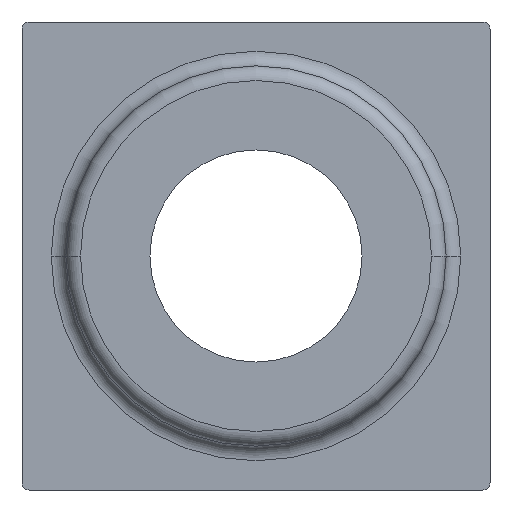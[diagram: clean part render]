
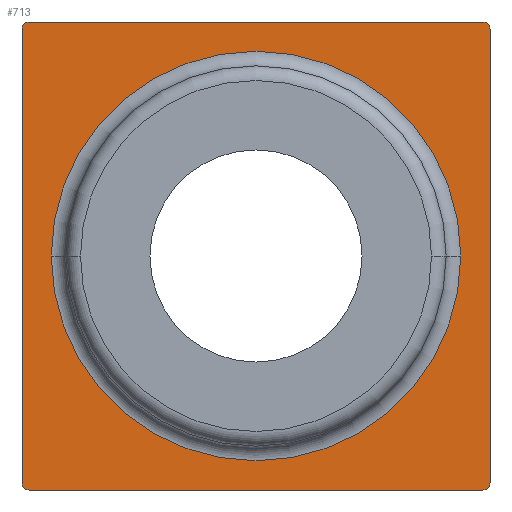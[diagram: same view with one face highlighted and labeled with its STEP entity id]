
A CAD part, left-side view. The second image highlights one B-rep face of the part: STEP entity #713.
In plain terms, the highlighted planar face has unit normal (-1, 0, 0).
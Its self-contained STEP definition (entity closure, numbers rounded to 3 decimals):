
#207 = CARTESIAN_POINT ( 'NONE',  ( -29.5, -15.5, 0. ) ) ;
#208 = CARTESIAN_POINT ( 'NONE',  ( -29.5, 15.5, 0. ) ) ;
#214 = CARTESIAN_POINT ( 'NONE',  ( -29.5, 16., 0. ) ) ;
#215 = LINE ( 'NONE', #214, #223 ) ;
#222 = DIRECTION ( 'NONE',  ( 0., -1., 0. ) ) ;
#223 = VECTOR ( 'NONE', #222, 1000. ) ;
#226 = DIRECTION ( 'NONE',  ( 0., 1., 0. ) ) ;
#229 = CIRCLE ( 'NONE', #236, 0.5 ) ;
#232 = DIRECTION ( 'NONE',  ( 0., 0., -1. ) ) ;
#233 = VECTOR ( 'NONE', #232, 1000. ) ;
#234 = CARTESIAN_POINT ( 'NONE',  ( -29.5, 16., 8. ) ) ;
#235 = LINE ( 'NONE', #234, #233 ) ;
#236 = AXIS2_PLACEMENT_3D ( 'NONE', #238, #239, #226 ) ;
#238 = CARTESIAN_POINT ( 'NONE',  ( -29.5, -15.5, 0.5 ) ) ;
#239 = DIRECTION ( 'NONE',  ( -1., 0., 0. ) ) ;
#240 = CARTESIAN_POINT ( 'NONE',  ( -29.5, -16., 0.5 ) ) ;
#245 = CARTESIAN_POINT ( 'NONE',  ( -29.5, 16., 31.5 ) ) ;
#246 = CARTESIAN_POINT ( 'NONE',  ( -29.5, 16., 0.5 ) ) ;
#253 = CARTESIAN_POINT ( 'NONE',  ( -29.5, 0., 16. ) ) ;
#260 = CARTESIAN_POINT ( 'NONE',  ( -29.5, 14., 16. ) ) ;
#261 = DIRECTION ( 'NONE',  ( 0., 1., 0. ) ) ;
#262 = DIRECTION ( 'NONE',  ( 1., 0., 0. ) ) ;
#263 = AXIS2_PLACEMENT_3D ( 'NONE', #253, #262, #261 ) ;
#264 = CIRCLE ( 'NONE', #263, 14. ) ;
#265 = CARTESIAN_POINT ( 'NONE',  ( -29.5, -14., 16. ) ) ;
#312 = PLANE ( 'NONE',  #375 ) ;
#313 = CARTESIAN_POINT ( 'NONE',  ( -29.5, 16., 8. ) ) ;
#314 = FACE_OUTER_BOUND ( 'NONE', #724, .T. ) ;
#315 = FACE_BOUND ( 'NONE', #725, .T. ) ;
#347 = DIRECTION ( 'NONE',  ( 0., 1., 0. ) ) ;
#348 = DIRECTION ( 'NONE',  ( -1., 0., 0. ) ) ;
#349 = CARTESIAN_POINT ( 'NONE',  ( -29.5, 15.5, 31.5 ) ) ;
#350 = AXIS2_PLACEMENT_3D ( 'NONE', #349, #348, #347 ) ;
#351 = CIRCLE ( 'NONE', #350, 0.5 ) ;
#352 = CARTESIAN_POINT ( 'NONE',  ( -29.5, 15.5, 32. ) ) ;
#353 = DIRECTION ( 'NONE',  ( 0., -1., 0. ) ) ;
#354 = VECTOR ( 'NONE', #353, 1000. ) ;
#355 = CARTESIAN_POINT ( 'NONE',  ( -29.5, 16., 32. ) ) ;
#356 = LINE ( 'NONE', #355, #354 ) ;
#357 = DIRECTION ( 'NONE',  ( 0., 1., 0. ) ) ;
#358 = DIRECTION ( 'NONE',  ( 1., 0., 0. ) ) ;
#359 = CARTESIAN_POINT ( 'NONE',  ( -29.5, 0., 16. ) ) ;
#360 = AXIS2_PLACEMENT_3D ( 'NONE', #359, #358, #357 ) ;
#361 = CIRCLE ( 'NONE', #360, 14. ) ;
#362 = CARTESIAN_POINT ( 'NONE',  ( -29.5, -15.5, 32. ) ) ;
#363 = DIRECTION ( 'NONE',  ( 0., 1., 0. ) ) ;
#364 = DIRECTION ( 'NONE',  ( -1., 0., 0. ) ) ;
#365 = CARTESIAN_POINT ( 'NONE',  ( -29.5, -15.5, 31.5 ) ) ;
#366 = AXIS2_PLACEMENT_3D ( 'NONE', #365, #364, #363 ) ;
#367 = CIRCLE ( 'NONE', #366, 0.5 ) ;
#368 = CARTESIAN_POINT ( 'NONE',  ( -29.5, -16., 31.5 ) ) ;
#369 = DIRECTION ( 'NONE',  ( 0., 0., -1. ) ) ;
#370 = VECTOR ( 'NONE', #369, 1000. ) ;
#371 = CARTESIAN_POINT ( 'NONE',  ( -29.5, -16., 8. ) ) ;
#372 = LINE ( 'NONE', #371, #370 ) ;
#373 = DIRECTION ( 'NONE',  ( 0., 1., 0. ) ) ;
#374 = DIRECTION ( 'NONE',  ( 1., 0., 0. ) ) ;
#375 = AXIS2_PLACEMENT_3D ( 'NONE', #313, #374, #373 ) ;
#403 = DIRECTION ( 'NONE',  ( 0., 1., 0. ) ) ;
#404 = DIRECTION ( 'NONE',  ( -1., 0., 0. ) ) ;
#405 = CARTESIAN_POINT ( 'NONE',  ( -29.5, 15.5, 0.5 ) ) ;
#406 = AXIS2_PLACEMENT_3D ( 'NONE', #405, #404, #403 ) ;
#407 = CIRCLE ( 'NONE', #406, 0.5 ) ;
#644 = ORIENTED_EDGE ( 'NONE', *, *, #645, .T. ) ;
#645 = EDGE_CURVE ( 'NONE', #646, #647, #215, .T. ) ;
#646 = VERTEX_POINT ( 'NONE', #208 ) ;
#647 = VERTEX_POINT ( 'NONE', #207 ) ;
#648 = ORIENTED_EDGE ( 'NONE', *, *, #649, .T. ) ;
#649 = EDGE_CURVE ( 'NONE', #647, #650, #229, .T. ) ;
#650 = VERTEX_POINT ( 'NONE', #240 ) ;
#654 = VERTEX_POINT ( 'NONE', #245 ) ;
#655 = ORIENTED_EDGE ( 'NONE', *, *, #656, .T. ) ;
#656 = EDGE_CURVE ( 'NONE', #654, #657, #235, .T. ) ;
#657 = VERTEX_POINT ( 'NONE', #246 ) ;
#667 = EDGE_CURVE ( 'NONE', #668, #669, #264, .T. ) ;
#668 = VERTEX_POINT ( 'NONE', #265 ) ;
#669 = VERTEX_POINT ( 'NONE', #260 ) ;
#713 = ADVANCED_FACE ( 'NONE', ( #315, #314 ), #312, .F. ) ;
#714 = ORIENTED_EDGE ( 'NONE', *, *, #722, .T. ) ;
#715 = ORIENTED_EDGE ( 'NONE', *, *, #716, .F. ) ;
#716 = EDGE_CURVE ( 'NONE', #717, #650, #372, .T. ) ;
#717 = VERTEX_POINT ( 'NONE', #368 ) ;
#718 = ORIENTED_EDGE ( 'NONE', *, *, #719, .T. ) ;
#719 = EDGE_CURVE ( 'NONE', #717, #720, #367, .T. ) ;
#720 = VERTEX_POINT ( 'NONE', #362 ) ;
#722 = EDGE_CURVE ( 'NONE', #669, #668, #361, .T. ) ;
#723 = ORIENTED_EDGE ( 'NONE', *, *, #667, .T. ) ;
#724 = EDGE_LOOP ( 'NONE', ( #644, #648, #715, #718, #728, #731, #655, #737 ) ) ;
#725 = EDGE_LOOP ( 'NONE', ( #714, #723 ) ) ;
#728 = ORIENTED_EDGE ( 'NONE', *, *, #729, .F. ) ;
#729 = EDGE_CURVE ( 'NONE', #730, #720, #356, .T. ) ;
#730 = VERTEX_POINT ( 'NONE', #352 ) ;
#731 = ORIENTED_EDGE ( 'NONE', *, *, #732, .T. ) ;
#732 = EDGE_CURVE ( 'NONE', #730, #654, #351, .T. ) ;
#737 = ORIENTED_EDGE ( 'NONE', *, *, #738, .T. ) ;
#738 = EDGE_CURVE ( 'NONE', #657, #646, #407, .T. ) ;
